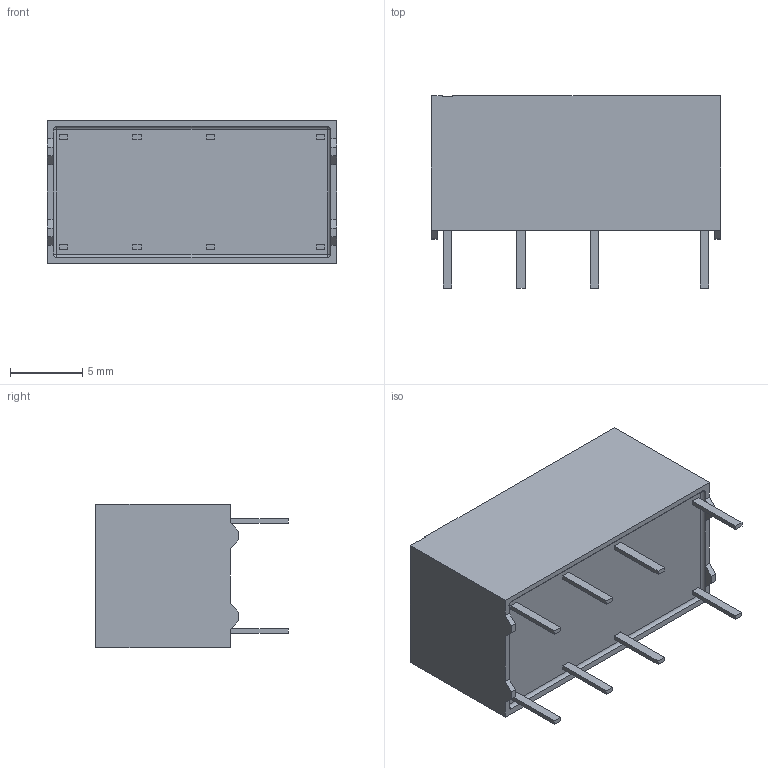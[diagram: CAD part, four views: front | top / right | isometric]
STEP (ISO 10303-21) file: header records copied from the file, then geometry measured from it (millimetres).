
FILE_DESCRIPTION (( 'STEP AP214' ), '1' );
FILE_NAME ('User Library-DS2Y-RELAYS.STEP', '2014-10-23T06:02:35', ( 'Windows User' ), ( '' ), 'SwSTEP 2.0', 'SolidWorks 2014', '' );
FILE_SCHEMA (( 'AUTOMOTIVE_DESIGN' ));
Length unit declared in the file: millimetre
Products named in the file (3): User Library-DS2Y-RELAYS_DS2Y PIN_Valor predeterminado; User Library-DS2Y-RELAYS_DS2Y BODY_Valor predeterminado; User Library-DS2Y-RELAYS
Assembly tree (9 placements, depth 2):
  User Library-DS2Y-RELAYS
    User Library-DS2Y-RELAYS_DS2Y BODY_Valor predeterminado
    User Library-DS2Y-RELAYS_DS2Y PIN_Valor predeterminado  x8
Bounding box: 20 x 13.3 x 9.9 mm (x, y, z)
Volume: 1805.6 mm3; surface area: 1052.8 mm2
Topology: 9 solids, 9 shells, 126 faces, 292 edges, 188 vertices
Faces by surface type: plane 118, cylinder 4, sphere 4
Entity records: 2691 total; most frequent: CARTESIAN_POINT 432, ORIENTED_EDGE 408, DIRECTION 408, EDGE_CURVE 204, VECTOR 192, LINE 192, VERTEX_POINT 132, AXIS2_PLACEMENT_3D 108
